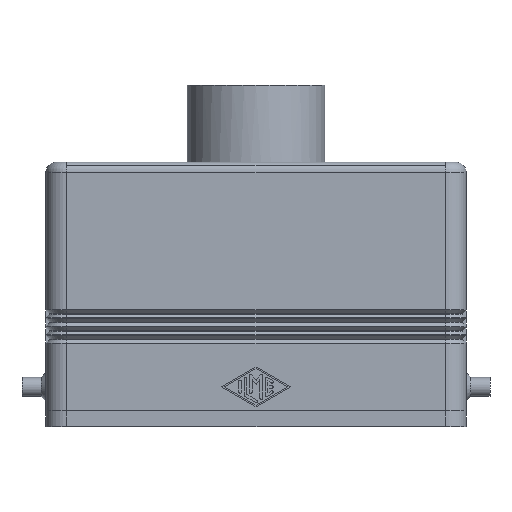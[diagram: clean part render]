
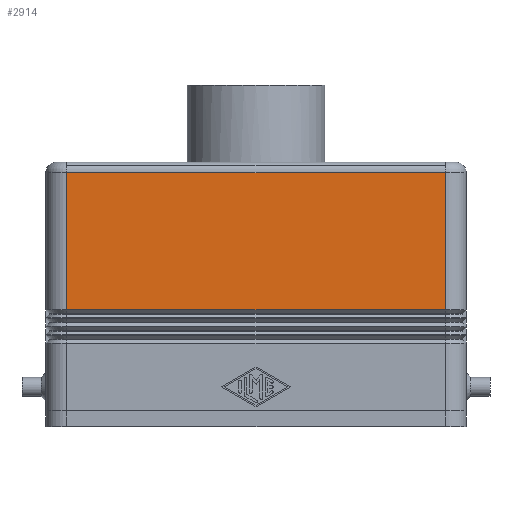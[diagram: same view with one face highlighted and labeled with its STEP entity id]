
A CAD part, front view. The second image highlights one B-rep face of the part: STEP entity #2914.
In plain terms, the highlighted planar face has unit normal (0, -1, 0).
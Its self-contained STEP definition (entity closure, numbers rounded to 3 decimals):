
#2290=CARTESIAN_POINT('',(-35.75,-14.7,48.0));
#2291=VERTEX_POINT('',#2290);
#2299=CARTESIAN_POINT('',(35.75,-14.7,48.0));
#2300=VERTEX_POINT('',#2299);
#2301=CARTESIAN_POINT('',(-35.75,-14.7,48.0));
#2302=DIRECTION('',(1.0,0.0,0.0));
#2303=VECTOR('',#2302,71.5);
#2304=LINE('',#2301,#2303);
#2305=EDGE_CURVE('',#2291,#2300,#2304,.T.);
#2872=CARTESIAN_POINT('',(35.75,-14.7,22.05));
#2873=VERTEX_POINT('',#2872);
#2874=CARTESIAN_POINT('',(35.75,-14.7,22.05));
#2875=DIRECTION('',(0.0,0.0,1.0));
#2876=VECTOR('',#2875,25.95);
#2877=LINE('',#2874,#2876);
#2878=EDGE_CURVE('',#2873,#2300,#2877,.T.);
#2891=CARTESIAN_POINT('',(35.75,-14.7,0.0));
#2892=DIRECTION('',(0.0,-1.0,0.0));
#2893=DIRECTION('',(0.0,0.0,-1.0));
#2894=AXIS2_PLACEMENT_3D('',#2891,#2892,#2893);
#2895=PLANE('',#2894);
#2896=ORIENTED_EDGE('',*,*,#2305,.F.);
#2897=CARTESIAN_POINT('',(-35.75,-14.7,22.05));
#2898=VERTEX_POINT('',#2897);
#2899=CARTESIAN_POINT('',(-35.75,-14.7,22.05));
#2900=DIRECTION('',(0.0,0.0,1.0));
#2901=VECTOR('',#2900,25.95);
#2902=LINE('',#2899,#2901);
#2903=EDGE_CURVE('',#2898,#2291,#2902,.T.);
#2904=ORIENTED_EDGE('',*,*,#2903,.F.);
#2905=CARTESIAN_POINT('',(35.75,-14.7,22.05));
#2906=DIRECTION('',(-1.0,0.0,0.0));
#2907=VECTOR('',#2906,71.5);
#2908=LINE('',#2905,#2907);
#2909=EDGE_CURVE('',#2873,#2898,#2908,.T.);
#2910=ORIENTED_EDGE('',*,*,#2909,.F.);
#2911=ORIENTED_EDGE('',*,*,#2878,.T.);
#2912=EDGE_LOOP('',(#2896,#2904,#2910,#2911));
#2913=FACE_OUTER_BOUND('',#2912,.T.);
#2914=ADVANCED_FACE('',(#2913),#2895,.T.);
